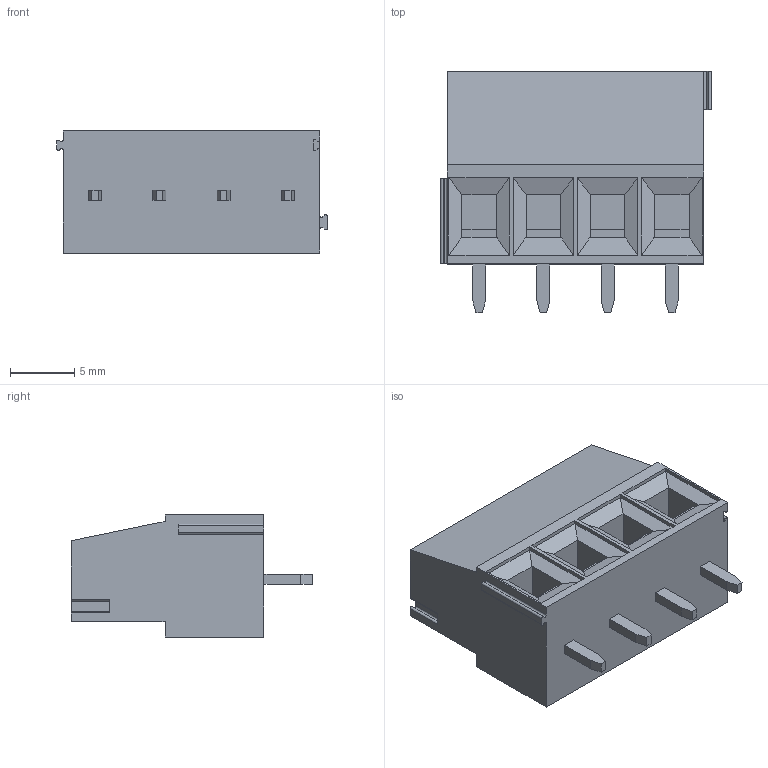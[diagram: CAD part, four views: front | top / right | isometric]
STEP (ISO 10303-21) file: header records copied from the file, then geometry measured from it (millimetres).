
FILE_DESCRIPTION(('STEP AP214'),'1');
FILE_NAME('ML254-5-V.stp','2019-10-07T12:24:53',(' '),(' '),'Spatial InterOp 3D',' ',' ');
FILE_SCHEMA(('automotive_design'));
Length unit declared in the file: metre
Products named in the file (1): 1
Bounding box: 21.07 x 18.8 x 9.5 mm (x, y, z)
Volume: 2181.3 mm3; surface area: 1693.4 mm2
Topology: 1 solids, 1 shells, 210 faces, 555 edges, 362 vertices
Faces by surface type: plane 185, cylinder 24, extrusion 1
Full cylindrical faces by diameter (mm): 3.8 x4
Entity records: 8099 total; most frequent: CARTESIAN_POINT 1134, ORIENTED_EDGE 1094, DIRECTION 1026, EDGE_CURVE 547, VECTOR 486, LINE 485, VERTEX_POINT 358, AXIS2_PLACEMENT_3D 270
